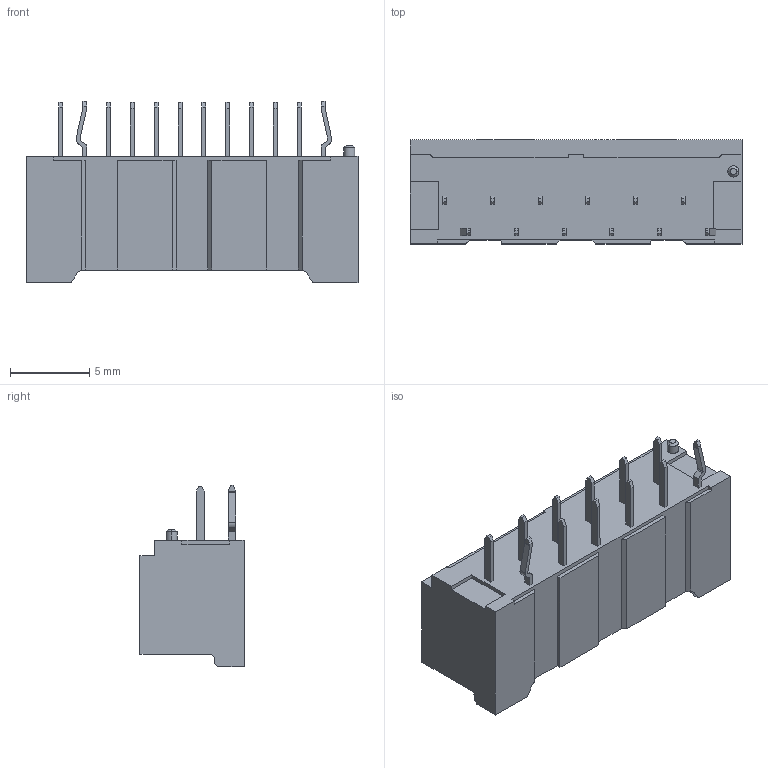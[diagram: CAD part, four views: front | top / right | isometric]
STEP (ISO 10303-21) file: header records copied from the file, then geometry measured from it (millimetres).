
FILE_DESCRIPTION((''),'2;1');
FILE_NAME('5031591200','2016-03-28T',('me'),(''),'PRO/ENGINEER BY PARAMETRIC TECHNOLOGY CORPORATION, 2012310','PRO/ENGINEER BY PARAMETRIC TECHNOLOGY CORPORATION, 2012310','');
FILE_SCHEMA(('CONFIG_CONTROL_DESIGN'));
Length unit declared in the file: millimetre
Products named in the file (1): 5031591200
Bounding box: 20.9 x 6.55 x 11.42 mm (x, y, z)
Volume: 576.3 mm3; surface area: 1145.2 mm2
Topology: 1 solids, 1 shells, 440 faces, 1255 edges, 841 vertices
Faces by surface type: plane 384, cylinder 54, cone 2
Entity records: 14157 total; most frequent: CARTESIAN_POINT 2512, ORIENTED_EDGE 2450, DIRECTION 2273, EDGE_CURVE 1225, VECTOR 1115, LINE 1115, VERTEX_POINT 810, AXIS2_PLACEMENT_3D 579
